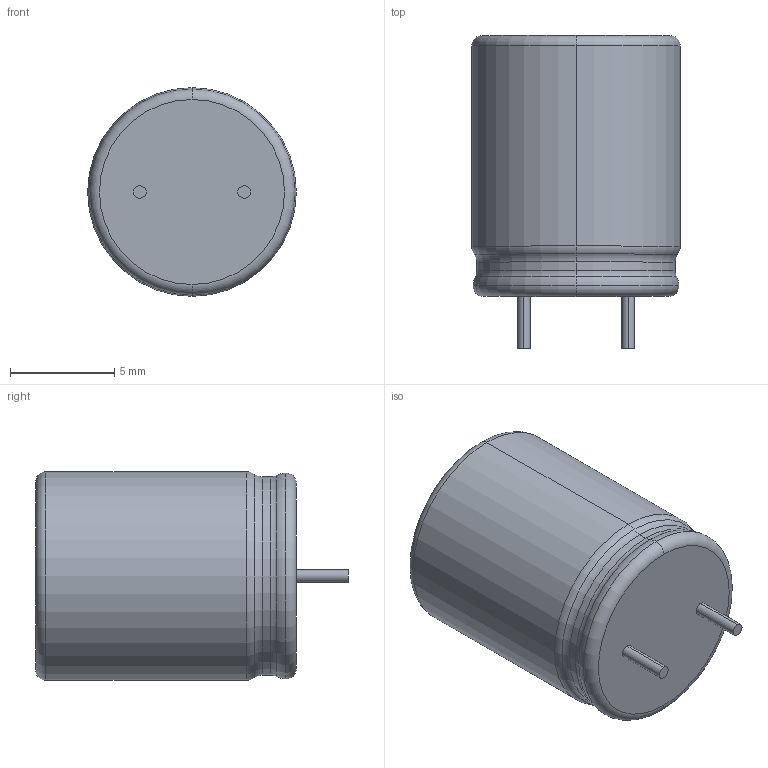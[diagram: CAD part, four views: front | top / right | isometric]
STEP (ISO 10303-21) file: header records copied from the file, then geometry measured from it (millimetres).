
FILE_DESCRIPTION (( 'STEP AP214' ), '1' );
FILE_NAME ('CAP electrolitico 10x12.5mm.STEP', '2021-04-18T15:14:42', ( '' ), ( '' ), 'SwSTEP 2.0', 'SolidWorks 2020', '' );
FILE_SCHEMA (( 'AUTOMOTIVE_DESIGN' ));
Length unit declared in the file: millimetre
Products named in the file (1): CAP electrolitico 10x12.5mm
Bounding box: 10 x 15 x 10 mm (x, y, z)
Volume: 962.9 mm3; surface area: 549.1 mm2
Topology: 1 solids, 1 shells, 36 faces, 77 edges, 46 vertices
Faces by surface type: plane 14, torus 12, cylinder 10
Entity records: 1403 total; most frequent: DIRECTION 191, CARTESIAN_POINT 160, ORIENTED_EDGE 154, EDGE_CURVE 77, AXIS2_PLACEMENT_3D 77, VERTEX_POINT 46, CIRCLE 40, EDGE_LOOP 39
